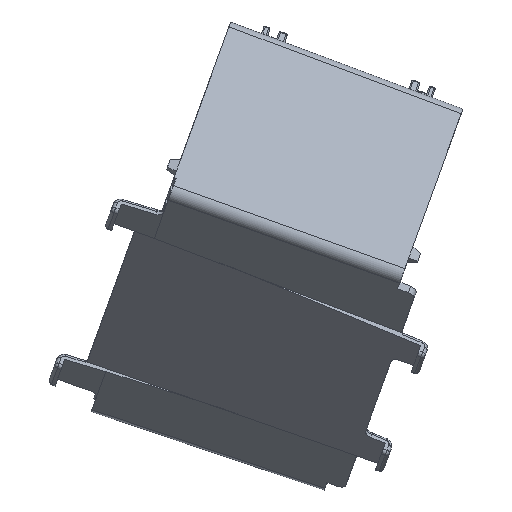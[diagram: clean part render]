
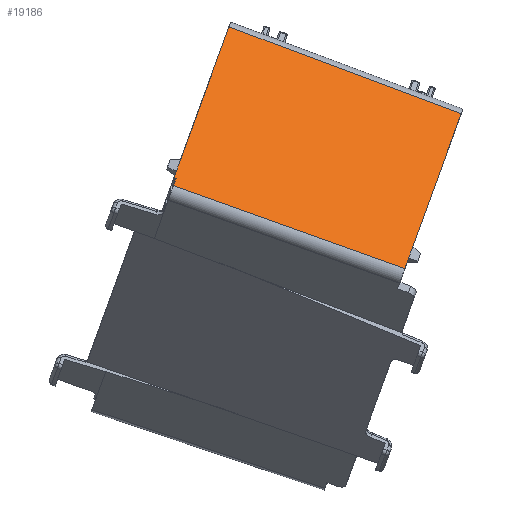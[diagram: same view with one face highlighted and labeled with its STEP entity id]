
A CAD part, left-side view. The second image highlights one B-rep face of the part: STEP entity #19186.
In plain terms, the highlighted face is planar.
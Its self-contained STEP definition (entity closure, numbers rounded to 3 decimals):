
#9970=CARTESIAN_POINT('Vertex',(-28.5,33.,-26.95)) ;
#9973=CARTESIAN_POINT('Line Origine',(-28.5,33.,-26.475)) ;
#9977=CARTESIAN_POINT('Vertex',(-28.5,33.,-26.)) ;
#9998=CARTESIAN_POINT('Vertex',(-28.5,33.,-24.)) ;
#10001=CARTESIAN_POINT('Line Origine',(-28.5,33.,-12.75)) ;
#10005=CARTESIAN_POINT('Vertex',(-28.5,33.,-1.5)) ;
#17571=CARTESIAN_POINT('Vertex',(-28.497,32.8,-27.15)) ;
#17575=CARTESIAN_POINT('Control Point',(-28.5,33.,-26.95)) ;
#17576=CARTESIAN_POINT('Control Point',(-28.5,33.,-27.028)) ;
#17577=CARTESIAN_POINT('Control Point',(-28.499,32.958,-27.108)) ;
#17578=CARTESIAN_POINT('Control Point',(-28.498,32.878,-27.15)) ;
#17579=CARTESIAN_POINT('Control Point',(-28.497,32.8,-27.15)) ;
#17592=CARTESIAN_POINT('Vertex',(-28.495,32.7,-27.15)) ;
#17595=CARTESIAN_POINT('Line Origine',(-28.496,32.75,-27.15)) ;
#17814=CARTESIAN_POINT('Vertex',(-28.495,32.7,-28.3)) ;
#17817=CARTESIAN_POINT('Line Origine',(-28.495,32.7,-27.725)) ;
#19096=CARTESIAN_POINT('Vertex',(-27.924,0.,-1.5)) ;
#19099=CARTESIAN_POINT('Line Origine',(-28.212,16.488,-1.5)) ;
#19138=CARTESIAN_POINT('Axis2P3D Location',(-28.5,33.,0.)) ;
#19144=CARTESIAN_POINT('Control Point',(-28.495,32.7,-28.3)) ;
#19145=CARTESIAN_POINT('Control Point',(-27.924,0.,-27.729)) ;
#19146=CARTESIAN_POINT('Vertex',(-27.924,0.,-27.729)) ;
#19149=CARTESIAN_POINT('Line Origine',(-27.924,0.,-14.9)) ;
#19153=CARTESIAN_POINT('Vertex',(-27.924,0.,-26.)) ;
#19156=CARTESIAN_POINT('Line Origine',(-27.924,0.,-14.9)) ;
#19160=CARTESIAN_POINT('Vertex',(-27.924,0.,-24.)) ;
#19163=CARTESIAN_POINT('Line Origine',(-27.924,0.,-14.9)) ;
#19168=CARTESIAN_POINT('Line Origine',(-28.5,33.,-14.9)) ;
#9974=DIRECTION('Vector Direction',(0.,0.,-1.)) ;
#10002=DIRECTION('Vector Direction',(0.,0.,-1.)) ;
#17596=DIRECTION('Vector Direction',(-0.017,1.,0.)) ;
#17818=DIRECTION('Vector Direction',(0.,0.,1.)) ;
#19100=DIRECTION('Vector Direction',(0.017,-1.,0.)) ;
#19139=DIRECTION('Axis2P3D Direction',(1.,0.017,0.)) ;
#19140=DIRECTION('Axis2P3D XDirection',(0.,0.,-1.)) ;
#19150=DIRECTION('Vector Direction',(0.,0.,-1.)) ;
#19157=DIRECTION('Vector Direction',(0.,0.,-1.)) ;
#19164=DIRECTION('Vector Direction',(0.,0.,-1.)) ;
#19169=DIRECTION('Vector Direction',(0.,0.,-1.)) ;
#19141=AXIS2_PLACEMENT_3D('Plane Axis2P3D',#19138,#19139,#19140) ;
#19174=ORIENTED_EDGE('',*,*,#19148,.T.) ;
#19175=ORIENTED_EDGE('',*,*,#19155,.F.) ;
#19176=ORIENTED_EDGE('',*,*,#19162,.T.) ;
#19177=ORIENTED_EDGE('',*,*,#19167,.F.) ;
#19178=ORIENTED_EDGE('',*,*,#19103,.F.) ;
#19179=ORIENTED_EDGE('',*,*,#10007,.F.) ;
#19180=ORIENTED_EDGE('',*,*,#19172,.F.) ;
#19181=ORIENTED_EDGE('',*,*,#9979,.F.) ;
#19182=ORIENTED_EDGE('',*,*,#17580,.F.) ;
#19183=ORIENTED_EDGE('',*,*,#17599,.F.) ;
#19184=ORIENTED_EDGE('',*,*,#17821,.F.) ;
#9975=VECTOR('Line Direction',#9974,1.) ;
#10003=VECTOR('Line Direction',#10002,1.) ;
#17597=VECTOR('Line Direction',#17596,1.) ;
#17819=VECTOR('Line Direction',#17818,1.) ;
#19101=VECTOR('Line Direction',#19100,1.) ;
#19151=VECTOR('Line Direction',#19150,1.) ;
#19158=VECTOR('Line Direction',#19157,1.) ;
#19165=VECTOR('Line Direction',#19164,1.) ;
#19170=VECTOR('Line Direction',#19169,1.) ;
#19186=ADVANCED_FACE('PartBody',(#19185),#19142,.F.) ;
#17574=B_SPLINE_CURVE_WITH_KNOTS('',4,(#17575,#17576,#17577,#17578,#17579),.UNSPECIFIED.,.F.,.U.,(5,5),(0.,0.443),.UNSPECIFIED.) ;
#19143=B_SPLINE_CURVE_WITH_KNOTS('',1,(#19144,#19145),.UNSPECIFIED.,.F.,.U.,(2,2),(-16.204,16.506),.UNSPECIFIED.) ;
#9979=EDGE_CURVE('',#9971,#9978,#9976,.F.) ;
#10007=EDGE_CURVE('',#9999,#10006,#10004,.F.) ;
#17580=EDGE_CURVE('',#17572,#9971,#17574,.F.) ;
#17599=EDGE_CURVE('',#17593,#17572,#17598,.T.) ;
#17821=EDGE_CURVE('',#17815,#17593,#17820,.T.) ;
#19103=EDGE_CURVE('',#10006,#19097,#19102,.T.) ;
#19148=EDGE_CURVE('',#17815,#19147,#19143,.T.) ;
#19155=EDGE_CURVE('',#19154,#19147,#19152,.T.) ;
#19162=EDGE_CURVE('',#19154,#19161,#19159,.F.) ;
#19167=EDGE_CURVE('',#19097,#19161,#19166,.T.) ;
#19172=EDGE_CURVE('',#9978,#9999,#19171,.F.) ;
#19173=EDGE_LOOP('',(#19174,#19175,#19176,#19177,#19178,#19179,#19180,#19181,#19182,#19183,#19184)) ;
#19185=FACE_OUTER_BOUND('',#19173,.T.) ;
#9976=LINE('Line',#9973,#9975) ;
#10004=LINE('Line',#10001,#10003) ;
#17598=LINE('Line',#17595,#17597) ;
#17820=LINE('Line',#17817,#17819) ;
#19102=LINE('Line',#19099,#19101) ;
#19152=LINE('Line',#19149,#19151) ;
#19159=LINE('Line',#19156,#19158) ;
#19166=LINE('Line',#19163,#19165) ;
#19171=LINE('Line',#19168,#19170) ;
#19142=PLANE('',#19141) ;
#9971=VERTEX_POINT('',#9970) ;
#9978=VERTEX_POINT('',#9977) ;
#9999=VERTEX_POINT('',#9998) ;
#10006=VERTEX_POINT('',#10005) ;
#17572=VERTEX_POINT('',#17571) ;
#17593=VERTEX_POINT('',#17592) ;
#17815=VERTEX_POINT('',#17814) ;
#19097=VERTEX_POINT('',#19096) ;
#19147=VERTEX_POINT('',#19146) ;
#19154=VERTEX_POINT('',#19153) ;
#19161=VERTEX_POINT('',#19160) ;
